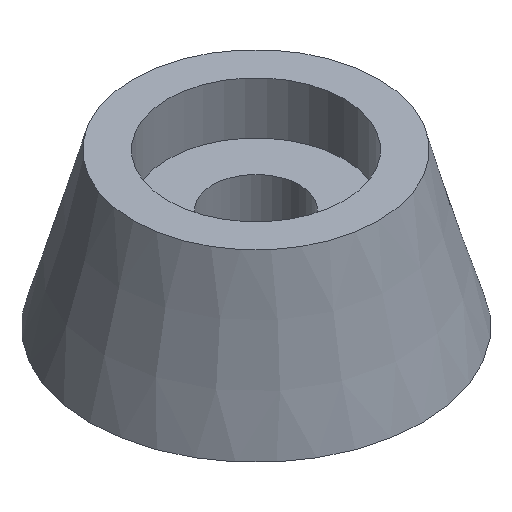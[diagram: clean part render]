
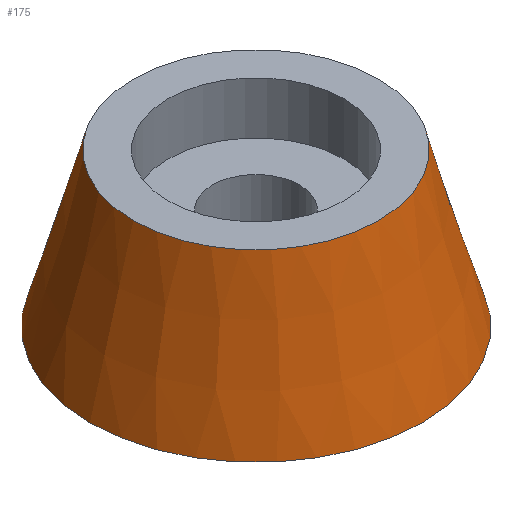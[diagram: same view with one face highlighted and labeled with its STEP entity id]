
A CAD part, isometric view. The second image highlights one B-rep face of the part: STEP entity #175.
In plain terms, the highlighted conical face has half-angle 15.819 degrees and reference radius 16.25 mm.
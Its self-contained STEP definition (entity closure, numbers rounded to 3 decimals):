
#128 = PLANE('',#129);
#129 = AXIS2_PLACEMENT_3D('',#130,#131,#132);
#130 = CARTESIAN_POINT('',(0.,0.,0.));
#131 = DIRECTION('',(0.,0.,1.));
#132 = DIRECTION('',(-1.,0.,0.));
#144 = EDGE_CURVE('',#145,#145,#147,.T.);
#145 = VERTEX_POINT('',#146);
#146 = CARTESIAN_POINT('',(-16.25,0.,0.));
#147 = SURFACE_CURVE('',#148,(#153,#160),.PCURVE_S1.);
#148 = CIRCLE('',#149,16.25);
#149 = AXIS2_PLACEMENT_3D('',#150,#151,#152);
#150 = CARTESIAN_POINT('',(0.,0.,0.));
#151 = DIRECTION('',(0.,0.,1.));
#152 = DIRECTION('',(-1.,0.,0.));
#153 = PCURVE('',#128,#154);
#154 = DEFINITIONAL_REPRESENTATION('',(#155),#159);
#155 = CIRCLE('',#156,16.25);
#156 = AXIS2_PLACEMENT_2D('',#157,#158);
#157 = CARTESIAN_POINT('',(0.,0.));
#158 = DIRECTION('',(1.,-0.));
#159 = ( GEOMETRIC_REPRESENTATION_CONTEXT(2) 
PARAMETRIC_REPRESENTATION_CONTEXT() REPRESENTATION_CONTEXT('2D SPACE',''
  ) );
#160 = PCURVE('',#161,#166);
#161 = CONICAL_SURFACE('',#162,16.25,0.276);
#162 = AXIS2_PLACEMENT_3D('',#163,#164,#165);
#163 = CARTESIAN_POINT('',(0.,0.,0.));
#164 = DIRECTION('',(0.,0.,-1.));
#165 = DIRECTION('',(-1.,0.,0.));
#166 = DEFINITIONAL_REPRESENTATION('',(#167),#171);
#167 = LINE('',#168,#169);
#168 = CARTESIAN_POINT('',(-0.,-0.));
#169 = VECTOR('',#170,1.);
#170 = DIRECTION('',(-1.,-0.));
#171 = ( GEOMETRIC_REPRESENTATION_CONTEXT(2) 
PARAMETRIC_REPRESENTATION_CONTEXT() REPRESENTATION_CONTEXT('2D SPACE',''
  ) );
#175 = ADVANCED_FACE('',(#176),#161,.T.);
#176 = FACE_BOUND('',#177,.T.);
#177 = EDGE_LOOP('',(#178,#179,#202,#229));
#178 = ORIENTED_EDGE('',*,*,#144,.T.);
#179 = ORIENTED_EDGE('',*,*,#180,.T.);
#180 = EDGE_CURVE('',#145,#181,#183,.T.);
#181 = VERTEX_POINT('',#182);
#182 = CARTESIAN_POINT('',(-12.,0.,15.));
#183 = SEAM_CURVE('',#184,(#188,#195),.PCURVE_S1.);
#184 = LINE('',#185,#186);
#185 = CARTESIAN_POINT('',(-16.25,0.,0.));
#186 = VECTOR('',#187,1.);
#187 = DIRECTION('',(0.273,0.,0.962)
  );
#188 = PCURVE('',#161,#189);
#189 = DEFINITIONAL_REPRESENTATION('',(#190),#194);
#190 = LINE('',#191,#192);
#191 = CARTESIAN_POINT('',(-0.,-0.));
#192 = VECTOR('',#193,1.);
#193 = DIRECTION('',(-0.,-1.));
#194 = ( GEOMETRIC_REPRESENTATION_CONTEXT(2) 
PARAMETRIC_REPRESENTATION_CONTEXT() REPRESENTATION_CONTEXT('2D SPACE',''
  ) );
#195 = PCURVE('',#161,#196);
#196 = DEFINITIONAL_REPRESENTATION('',(#197),#201);
#197 = LINE('',#198,#199);
#198 = CARTESIAN_POINT('',(-6.283,-0.));
#199 = VECTOR('',#200,1.);
#200 = DIRECTION('',(-0.,-1.));
#201 = ( GEOMETRIC_REPRESENTATION_CONTEXT(2) 
PARAMETRIC_REPRESENTATION_CONTEXT() REPRESENTATION_CONTEXT('2D SPACE',''
  ) );
#202 = ORIENTED_EDGE('',*,*,#203,.F.);
#203 = EDGE_CURVE('',#181,#181,#204,.T.);
#204 = SURFACE_CURVE('',#205,(#210,#217),.PCURVE_S1.);
#205 = CIRCLE('',#206,12.);
#206 = AXIS2_PLACEMENT_3D('',#207,#208,#209);
#207 = CARTESIAN_POINT('',(0.,0.,15.));
#208 = DIRECTION('',(0.,0.,1.));
#209 = DIRECTION('',(-1.,0.,0.));
#210 = PCURVE('',#161,#211);
#211 = DEFINITIONAL_REPRESENTATION('',(#212),#216);
#212 = LINE('',#213,#214);
#213 = CARTESIAN_POINT('',(-0.,-15.));
#214 = VECTOR('',#215,1.);
#215 = DIRECTION('',(-1.,-0.));
#216 = ( GEOMETRIC_REPRESENTATION_CONTEXT(2) 
PARAMETRIC_REPRESENTATION_CONTEXT() REPRESENTATION_CONTEXT('2D SPACE',''
  ) );
#217 = PCURVE('',#218,#223);
#218 = PLANE('',#219);
#219 = AXIS2_PLACEMENT_3D('',#220,#221,#222);
#220 = CARTESIAN_POINT('',(0.,0.,15.));
#221 = DIRECTION('',(0.,0.,1.));
#222 = DIRECTION('',(-1.,0.,0.));
#223 = DEFINITIONAL_REPRESENTATION('',(#224),#228);
#224 = CIRCLE('',#225,12.);
#225 = AXIS2_PLACEMENT_2D('',#226,#227);
#226 = CARTESIAN_POINT('',(0.,0.));
#227 = DIRECTION('',(1.,-0.));
#228 = ( GEOMETRIC_REPRESENTATION_CONTEXT(2) 
PARAMETRIC_REPRESENTATION_CONTEXT() REPRESENTATION_CONTEXT('2D SPACE',''
  ) );
#229 = ORIENTED_EDGE('',*,*,#180,.F.);
